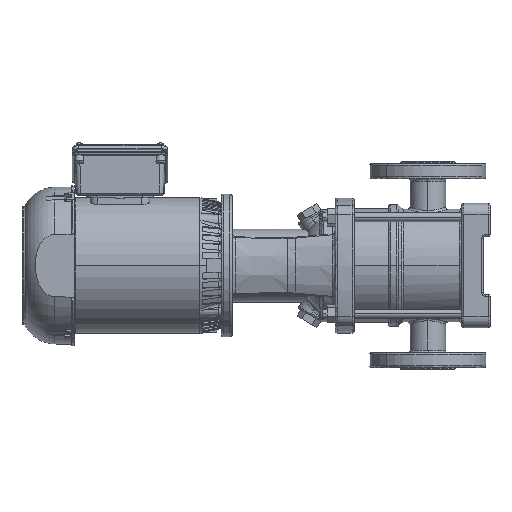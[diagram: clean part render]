
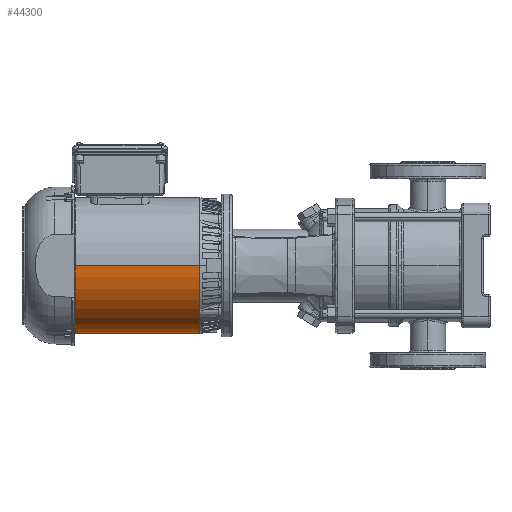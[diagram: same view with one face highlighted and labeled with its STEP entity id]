
A CAD part, left-side view. The second image highlights one B-rep face of the part: STEP entity #44300.
In plain terms, the highlighted cylindrical face has radius 81.875 mm (diameter 163.75 mm), a partial arc.
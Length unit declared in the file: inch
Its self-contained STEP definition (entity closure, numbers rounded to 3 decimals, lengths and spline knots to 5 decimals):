
#5007 = DIRECTION ( 'NONE',  ( 1., 0., 0. ) ) ;
#13930 = VERTEX_POINT ( 'NONE', #64087 ) ;
#15586 = ORIENTED_EDGE ( 'NONE', *, *, #29719, .F. ) ;
#19905 = CARTESIAN_POINT ( 'NONE',  ( -3.46566, 0.03355, 0. ) ) ;
#20696 = DIRECTION ( 'NONE',  ( 0., 1., 0. ) ) ;
#21030 = DIRECTION ( 'NONE',  ( -1., 0., 0. ) ) ;
#23405 = EDGE_CURVE ( 'NONE', #34948, #13930, #54479, .T. ) ;
#27135 = DIRECTION ( 'NONE',  ( -1., 0., 0. ) ) ;
#29719 = EDGE_CURVE ( 'NONE', #79296, #13930, #32530, .T. ) ;
#32530 = LINE ( 'NONE', #75822, #56536 ) ;
#33119 = ORIENTED_EDGE ( 'NONE', *, *, #98977, .T. ) ;
#34143 = CARTESIAN_POINT ( 'NONE',  ( 2.43986, 0.03355, -3.22343 ) ) ;
#34948 = VERTEX_POINT ( 'NONE', #34143 ) ;
#35005 = CYLINDRICAL_SURFACE ( 'NONE', #51968, 3.22343 ) ;
#36468 = DIRECTION ( 'NONE',  ( -1., 0., 0. ) ) ;
#41195 = EDGE_CURVE ( 'NONE', #34948, #64565, #54762, .T. ) ;
#41970 = ORIENTED_EDGE ( 'NONE', *, *, #41195, .F. ) ;
#43818 = CARTESIAN_POINT ( 'NONE',  ( -3.46566, -3.18987, 0. ) ) ;
#44300 = ADVANCED_FACE ( 'NONE', ( #61964 ), #35005, .T. ) ;
#44568 = CARTESIAN_POINT ( 'NONE',  ( 23.27349, 0.03355, 0. ) ) ;
#44685 = DIRECTION ( 'NONE',  ( 0., -1., 0. ) ) ;
#51968 = AXIS2_PLACEMENT_3D ( 'NONE', #44568, #27135, #78863 ) ;
#54479 = CIRCLE ( 'NONE', #77857, 3.22343 ) ;
#54762 = LINE ( 'NONE', #72750, #67834 ) ;
#56536 = VECTOR ( 'NONE', #5007, 39.37008 ) ;
#57259 = AXIS2_PLACEMENT_3D ( 'NONE', #19905, #69412, #44685 ) ;
#61964 = FACE_OUTER_BOUND ( 'NONE', #71391, .T. ) ;
#64087 = CARTESIAN_POINT ( 'NONE',  ( 2.43986, -3.18987, 0. ) ) ;
#64565 = VERTEX_POINT ( 'NONE', #109768 ) ;
#67834 = VECTOR ( 'NONE', #21030, 39.37008 ) ;
#69412 = DIRECTION ( 'NONE',  ( 1., 0., 0. ) ) ;
#71391 = EDGE_LOOP ( 'NONE', ( #41970, #85090, #15586, #33119 ) ) ;
#72750 = CARTESIAN_POINT ( 'NONE',  ( 23.27349, 0.03355, -3.22343 ) ) ;
#75822 = CARTESIAN_POINT ( 'NONE',  ( 23.27349, -3.18987, 0. ) ) ;
#77857 = AXIS2_PLACEMENT_3D ( 'NONE', #80858, #36468, #20696 ) ;
#78863 = DIRECTION ( 'NONE',  ( 0., 0., 1. ) ) ;
#79296 = VERTEX_POINT ( 'NONE', #43818 ) ;
#80858 = CARTESIAN_POINT ( 'NONE',  ( 2.43986, 0.03355, 0. ) ) ;
#85090 = ORIENTED_EDGE ( 'NONE', *, *, #23405, .T. ) ;
#87895 = CIRCLE ( 'NONE', #57259, 3.22343 ) ;
#98977 = EDGE_CURVE ( 'NONE', #79296, #64565, #87895, .T. ) ;
#109768 = CARTESIAN_POINT ( 'NONE',  ( -3.46566, 0.03355, -3.22343 ) ) ;
